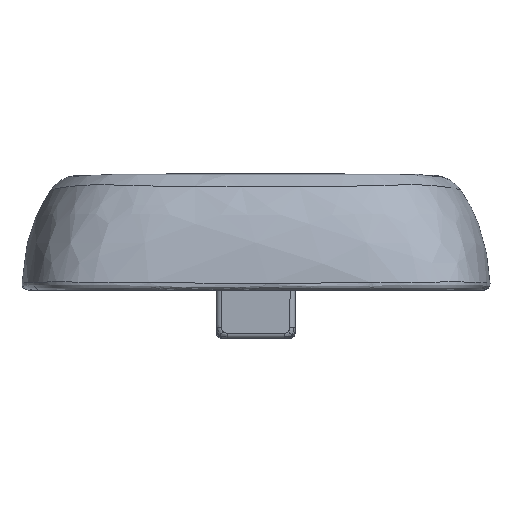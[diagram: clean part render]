
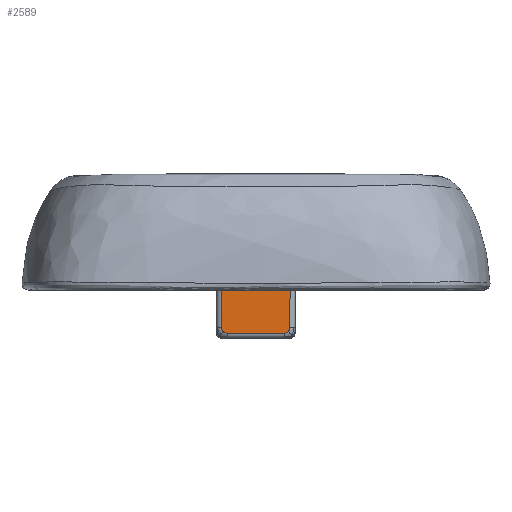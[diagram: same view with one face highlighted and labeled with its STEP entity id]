
A CAD part, front view. The second image highlights one B-rep face of the part: STEP entity #2589.
In plain terms, the highlighted planar face has unit normal (0, -1, -0.009).
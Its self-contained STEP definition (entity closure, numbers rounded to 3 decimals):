
#57=PLANE('',#2837);
#105=LINE('',#9469,#156);
#107=LINE('',#9472,#158);
#109=LINE('',#9475,#160);
#114=LINE('',#9482,#165);
#156=VECTOR('',#3342,10.);
#158=VECTOR('',#3346,10.);
#160=VECTOR('',#3350,10.);
#165=VECTOR('',#3359,10.);
#301=FACE_OUTER_BOUND('',#454,.T.);
#454=EDGE_LOOP('',(#2134,#2135,#2136,#2137,#2138,#2139,#2140,#2141,#2142,
#2143,#2144,#2145));
#512=CIRCLE('',#2645,0.231);
#515=CIRCLE('',#2648,0.231);
#522=CIRCLE('',#2655,0.201);
#525=CIRCLE('',#2658,0.201);
#546=CIRCLE('',#2679,0.231);
#548=CIRCLE('',#2681,0.201);
#551=CIRCLE('',#2684,0.201);
#661=CIRCLE('',#2812,0.231);
#879=VERTEX_POINT('',#4250);
#880=VERTEX_POINT('',#4257);
#882=VERTEX_POINT('',#4303);
#891=VERTEX_POINT('',#4488);
#892=VERTEX_POINT('',#4495);
#894=VERTEX_POINT('',#4541);
#919=VERTEX_POINT('',#5056);
#920=VERTEX_POINT('',#5063);
#923=VERTEX_POINT('',#5110);
#924=VERTEX_POINT('',#5117);
#926=VERTEX_POINT('',#5163);
#1046=VERTEX_POINT('',#9210);
#1162=EDGE_CURVE('',#879,#880,#512,.T.);
#1166=EDGE_CURVE('',#882,#879,#515,.T.);
#1178=EDGE_CURVE('',#891,#892,#522,.T.);
#1182=EDGE_CURVE('',#894,#891,#525,.T.);
#1216=EDGE_CURVE('',#919,#920,#546,.T.);
#1220=EDGE_CURVE('',#923,#924,#548,.T.);
#1224=EDGE_CURVE('',#926,#923,#551,.T.);
#1419=EDGE_CURVE('',#1046,#919,#661,.T.);
#1446=EDGE_CURVE('',#892,#882,#105,.T.);
#1448=EDGE_CURVE('',#880,#1046,#107,.T.);
#1450=EDGE_CURVE('',#924,#894,#109,.T.);
#1455=EDGE_CURVE('',#920,#926,#114,.T.);
#2134=ORIENTED_EDGE('',*,*,#1166,.F.);
#2135=ORIENTED_EDGE('',*,*,#1446,.F.);
#2136=ORIENTED_EDGE('',*,*,#1178,.F.);
#2137=ORIENTED_EDGE('',*,*,#1182,.F.);
#2138=ORIENTED_EDGE('',*,*,#1450,.F.);
#2139=ORIENTED_EDGE('',*,*,#1220,.F.);
#2140=ORIENTED_EDGE('',*,*,#1224,.F.);
#2141=ORIENTED_EDGE('',*,*,#1455,.F.);
#2142=ORIENTED_EDGE('',*,*,#1216,.F.);
#2143=ORIENTED_EDGE('',*,*,#1419,.F.);
#2144=ORIENTED_EDGE('',*,*,#1448,.F.);
#2145=ORIENTED_EDGE('',*,*,#1162,.F.);
#2589=ADVANCED_FACE('',(#301),#57,.T.);
#2645=AXIS2_PLACEMENT_3D('',#4258,#2926,#2927);
#2648=AXIS2_PLACEMENT_3D('',#4305,#2932,#2933);
#2655=AXIS2_PLACEMENT_3D('',#4496,#2946,#2947);
#2658=AXIS2_PLACEMENT_3D('',#4543,#2952,#2953);
#2679=AXIS2_PLACEMENT_3D('',#5064,#2994,#2995);
#2681=AXIS2_PLACEMENT_3D('',#5118,#2998,#2999);
#2684=AXIS2_PLACEMENT_3D('',#5165,#3004,#3005);
#2812=AXIS2_PLACEMENT_3D('',#9212,#3286,#3287);
#2837=AXIS2_PLACEMENT_3D('',#9483,#3360,#3361);
#2926=DIRECTION('center_axis',(0.,1.,0.009));
#2927=DIRECTION('ref_axis',(-0.71,-0.006,0.704));
#2932=DIRECTION('center_axis',(0.,1.,0.009));
#2933=DIRECTION('ref_axis',(-0.71,-0.006,0.704));
#2946=DIRECTION('center_axis',(0.,1.,0.009));
#2947=DIRECTION('ref_axis',(-0.704,0.006,-0.71));
#2952=DIRECTION('center_axis',(0.,1.,0.009));
#2953=DIRECTION('ref_axis',(-0.704,0.006,-0.71));
#2994=DIRECTION('center_axis',(0.,1.,0.009));
#2995=DIRECTION('ref_axis',(0.71,-0.006,0.704));
#2998=DIRECTION('center_axis',(0.,1.,0.009));
#2999=DIRECTION('ref_axis',(0.704,0.006,-0.71));
#3004=DIRECTION('center_axis',(0.,1.,0.009));
#3005=DIRECTION('ref_axis',(0.704,0.006,-0.71));
#3286=DIRECTION('center_axis',(0.,1.,0.009));
#3287=DIRECTION('ref_axis',(0.71,-0.006,0.704));
#3342=DIRECTION('',(-0.009,-0.009,1.));
#3346=DIRECTION('',(1.,0.,0.));
#3350=DIRECTION('',(-1.,0.,0.));
#3359=DIRECTION('',(-0.009,0.009,-1.));
#3360=DIRECTION('center_axis',(0.,-1.,
-0.009));
#3361=DIRECTION('ref_axis',(-1.,0.,0.));
#4250=CARTESIAN_POINT('',(-1.229,-3.447,2.984));
#4257=CARTESIAN_POINT('',(-1.065,-3.448,3.052));
#4258=CARTESIAN_POINT('Origin',(-1.065,-3.446,2.822));
#4303=CARTESIAN_POINT('',(-1.296,-3.446,2.82));
#4305=CARTESIAN_POINT('Origin',(-1.065,-3.446,2.822));
#4488=CARTESIAN_POINT('',(-1.211,-3.419,-0.243));
#4495=CARTESIAN_POINT('',(-1.27,-3.42,-0.102));
#4496=CARTESIAN_POINT('Origin',(-1.069,-3.42,-0.101));
#4541=CARTESIAN_POINT('',(-1.069,-3.419,-0.302));
#4543=CARTESIAN_POINT('Origin',(-1.069,-3.42,-0.101));
#5056=CARTESIAN_POINT('',(1.229,-3.447,2.984));
#5063=CARTESIAN_POINT('',(1.296,-3.446,2.82));
#5064=CARTESIAN_POINT('Origin',(1.065,-3.446,2.822));
#5110=CARTESIAN_POINT('',(1.211,-3.419,-0.243));
#5117=CARTESIAN_POINT('',(1.069,-3.419,-0.302));
#5118=CARTESIAN_POINT('Origin',(1.069,-3.42,-0.101));
#5163=CARTESIAN_POINT('',(1.27,-3.42,-0.102));
#5165=CARTESIAN_POINT('Origin',(1.069,-3.42,-0.101));
#9210=CARTESIAN_POINT('',(1.065,-3.448,3.052));
#9212=CARTESIAN_POINT('Origin',(1.065,-3.446,2.822));
#9469=CARTESIAN_POINT('',(-1.3,-3.45,3.297));
#9472=CARTESIAN_POINT('',(-0.75,-3.448,3.052));
#9475=CARTESIAN_POINT('',(-0.75,-3.419,-0.302));
#9482=CARTESIAN_POINT('',(1.3,-3.45,3.289));
#9483=CARTESIAN_POINT('Origin',(-1.5,-3.45,3.3));
